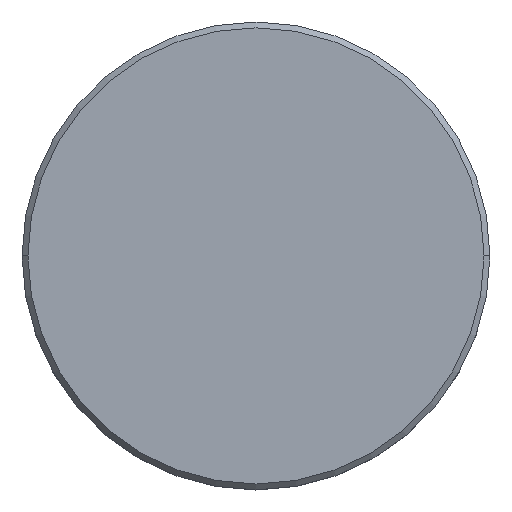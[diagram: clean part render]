
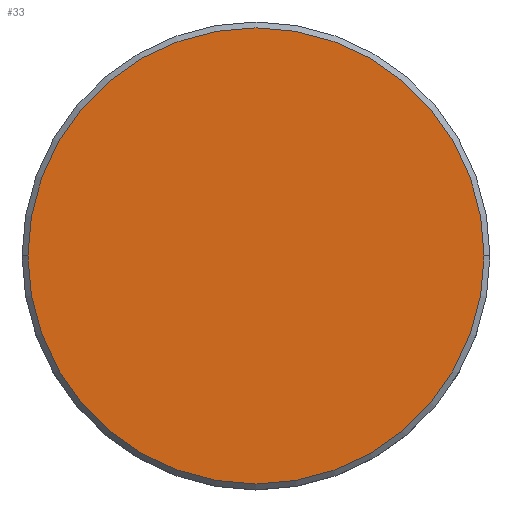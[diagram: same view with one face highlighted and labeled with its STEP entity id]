
A CAD part, top view. The second image highlights one B-rep face of the part: STEP entity #33.
In plain terms, the highlighted planar face has unit normal (0, 0, 1).
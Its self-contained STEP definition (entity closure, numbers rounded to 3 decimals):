
#33 = ADVANCED_FACE ( 'NONE', ( #439 ), #539, .T. ) ;
#144 = EDGE_CURVE ( 'NONE', #679, #408, #410, .T. ) ;
#205 = DIRECTION ( 'NONE',  ( 1., 0., 0. ) ) ;
#394 = AXIS2_PLACEMENT_3D ( 'NONE', #445, #1111, #1098 ) ;
#408 = VERTEX_POINT ( 'NONE', #789 ) ;
#410 = CIRCLE ( 'NONE', #964, 19.5 ) ;
#439 = FACE_OUTER_BOUND ( 'NONE', #1141, .T. ) ;
#445 = CARTESIAN_POINT ( 'NONE',  ( 0., 0., 0. ) ) ;
#492 = EDGE_CURVE ( 'NONE', #408, #679, #737, .T. ) ;
#508 = AXIS2_PLACEMENT_3D ( 'NONE', #818, #825, #1109 ) ;
#539 = PLANE ( 'NONE',  #394 ) ;
#679 = VERTEX_POINT ( 'NONE', #1092 ) ;
#706 = ORIENTED_EDGE ( 'NONE', *, *, #144, .T. ) ;
#737 = CIRCLE ( 'NONE', #508, 19.5 ) ;
#789 = CARTESIAN_POINT ( 'NONE',  ( -19.5, 0., 0. ) ) ;
#818 = CARTESIAN_POINT ( 'NONE',  ( 0., 0., 0. ) ) ;
#825 = DIRECTION ( 'NONE',  ( 0., 0., 1. ) ) ;
#964 = AXIS2_PLACEMENT_3D ( 'NONE', #1140, #1128, #205 ) ;
#1043 = ORIENTED_EDGE ( 'NONE', *, *, #492, .T. ) ;
#1092 = CARTESIAN_POINT ( 'NONE',  ( 19.5, 0., 0. ) ) ;
#1098 = DIRECTION ( 'NONE',  ( 1., 0., 0. ) ) ;
#1109 = DIRECTION ( 'NONE',  ( 1., 0., 0. ) ) ;
#1111 = DIRECTION ( 'NONE',  ( 0., 0., 1. ) ) ;
#1128 = DIRECTION ( 'NONE',  ( 0., 0., 1. ) ) ;
#1140 = CARTESIAN_POINT ( 'NONE',  ( 0., 0., 0. ) ) ;
#1141 = EDGE_LOOP ( 'NONE', ( #1043, #706 ) ) ;
